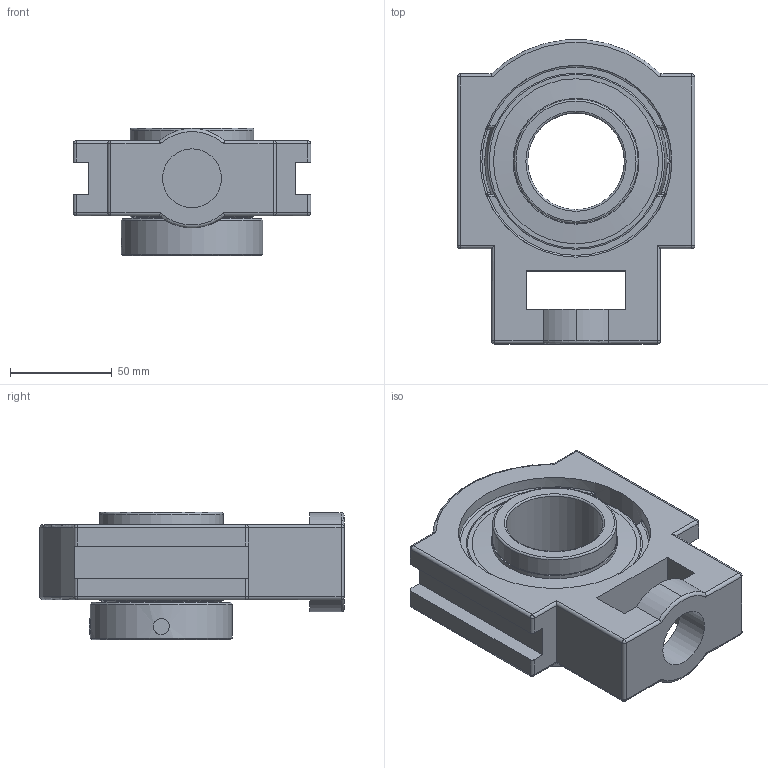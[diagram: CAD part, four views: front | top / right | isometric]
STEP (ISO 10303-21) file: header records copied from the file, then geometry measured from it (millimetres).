
FILE_DESCRIPTION(('HOOPS Exchange Step'),'2;1');
FILE_NAME('export-9B733753-3859-4FE8-939E-604532DA34D8.stp','2020-05-20T11:11:32-07:00',('dkerr'),('Alibre'),'HOOPS Exchange 2020.0','Alibre','Unknown authorisation');
FILE_SCHEMA( ('AP242_MANAGED_MODEL_BASED_3D_ENGINEERING_MIM_LF {1 0 10303 442 1 1 4 }') );
Length unit declared in the file: inch
Products named in the file (8): MRN STM 210 L4L; SHC 210-30 L4L (1.875inch) (Race); SHC 210 (Ball Bearing); SHC 210 (Shield); SHC 210 (Setscrew); SHC 210-30 (Collar); MRN SHC 210-30 L4L (1.875inch); MRN SHCSTM 210-30 L4L (1.875inch)
Assembly tree (7 placements, depth 3):
  MRN SHCSTM 210-30 L4L (1.875inch)
    MRN STM 210 L4L
    MRN SHC 210-30 L4L (1.875inch)
      SHC 210-30 L4L (1.875inch) (Race)
      SHC 210 (Ball Bearing)
      SHC 210 (Shield)
      SHC 210 (Setscrew)
      SHC 210-30 (Collar)
Bounding box: 117 x 149.78 x 62.7 mm (x, y, z)
Volume: 377678.9 mm3; surface area: 114502.8 mm2
Topology: 17 solids, 17 shells, 187 faces, 482 edges, 295 vertices
Faces by surface type: cylinder 70, plane 55, sphere 29, torus 17, cone 12, bspline 4
Full cylindrical faces by diameter (mm): 7.925 x1, 7.938 x2, 29 x1, 47.625 x2, 55.829 x2, 60.96 x4, 61.976 x2, 69.9 x1, 76.2 x2, 81.28 x4, 94.476 x2, 100.1 x1
Entity records: 7518 total; most frequent: CARTESIAN_POINT 2780, DIRECTION 1037, ORIENTED_EDGE 886, EDGE_CURVE 443, AXIS2_PLACEMENT_3D 428, VERTEX_POINT 295, CIRCLE 218, EDGE_LOOP 210
